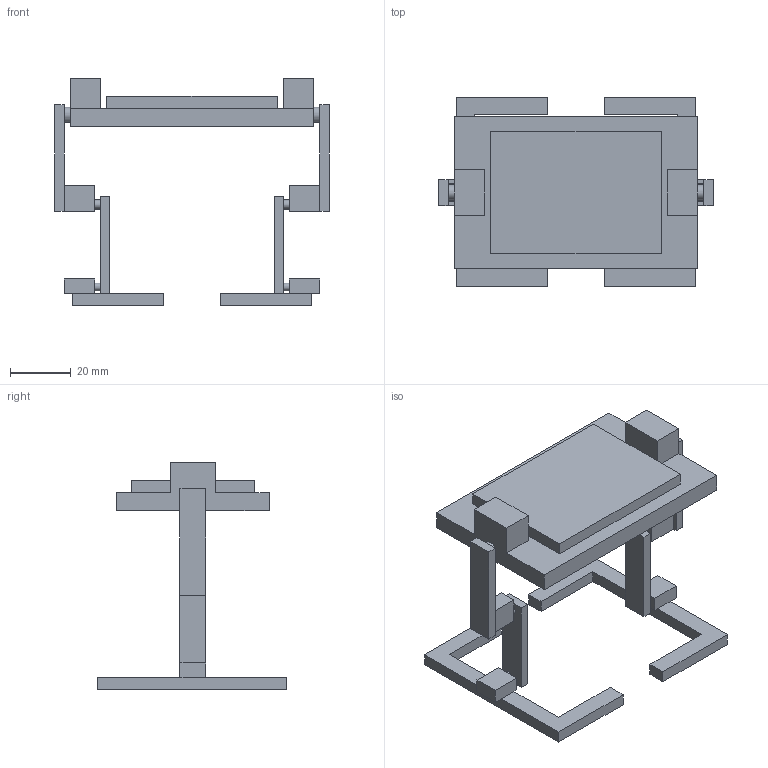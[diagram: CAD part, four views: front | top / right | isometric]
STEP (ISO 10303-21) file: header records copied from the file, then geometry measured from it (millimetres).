
FILE_DESCRIPTION(('FreeCAD Model'),'2;1');
FILE_NAME('Open CASCADE Shape Model','2025-12-11T16:33:59',(''),(''), 'Open CASCADE STEP processor 7.8','FreeCAD','Unknown');
FILE_SCHEMA(('AUTOMOTIVE_DESIGN { 1 0 10303 214 1 1 1 1 }'));
Length unit declared in the file: millimetre
Products named in the file (1): Body
Bounding box: 90 x 62.2 x 74.7 mm (x, y, z)
Volume: 46575.6 mm3; surface area: 20143.2 mm2
Topology: 1 solids, 1 shells, 93 faces, 230 edges, 152 vertices
Faces by surface type: plane 87, cylinder 6
Full cylindrical faces by diameter (mm): 2.5 x2, 3 x2, 5 x2
Entity records: 2728 total; most frequent: CARTESIAN_POINT 478, ORIENTED_EDGE 460, DIRECTION 432, EDGE_CURVE 230, LINE 212, VECTOR 212, VERTEX_POINT 152, AXIS2_PLACEMENT_3D 110
